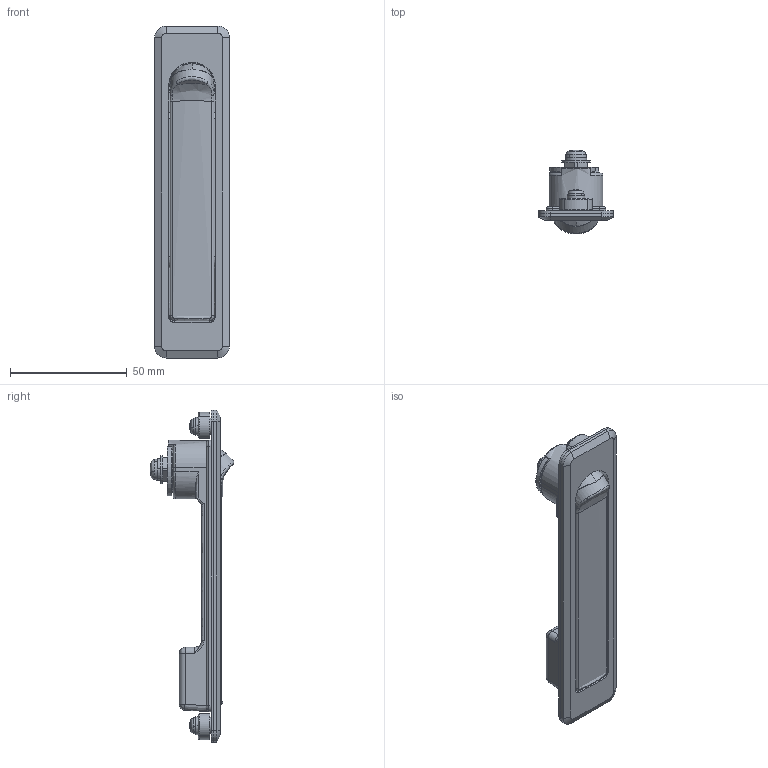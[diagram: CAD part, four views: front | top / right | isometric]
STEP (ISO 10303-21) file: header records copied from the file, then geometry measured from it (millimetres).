
FILE_DESCRIPTION((''),'2;1');
FILE_NAME('','2005-10-12T12:26:03',(''),(''),'','CADfix','');
FILE_SCHEMA(('AUTOMOTIVE_DESIGN'));
Length unit declared in the file: millimetre
Products named in the file (10): bracket; screw_B; shaft; screw_A; pin; packing; handle; control_cam; base; THA_505_1_3922_36
Assembly tree (11 placements, depth 2):
  THA_505_1_3922_36
    bracket  x2
    screw_B  x2
    shaft
    screw_A
    pin
    packing
    handle
    control_cam
    base
Bounding box: 32 x 35.82 x 142 mm (x, y, z)
Volume: 38730.3 mm3; surface area: 29990.1 mm2
Topology: 11 solids, 11 shells, 391 faces, 1073 edges, 717 vertices
Faces by surface type: bspline 391
Entity records: 14231 total; most frequent: CARTESIAN_POINT 8790, ORIENTED_EDGE 1870, EDGE_CURVE 935, VERTEX_POINT 624, QUASI_UNIFORM_CURVE 398, EDGE_LOOP 375, FACE_OUTER_BOUND 343, ADVANCED_FACE 343
